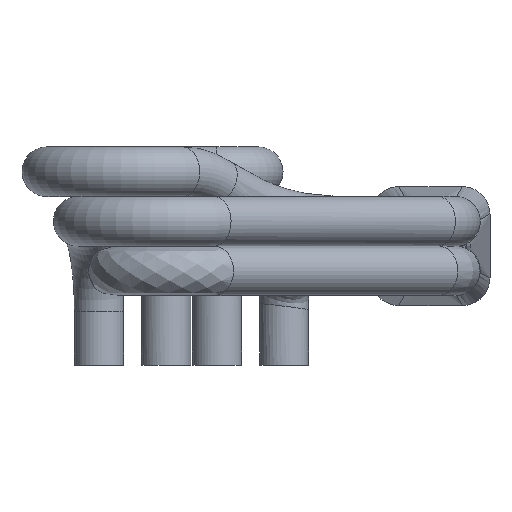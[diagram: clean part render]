
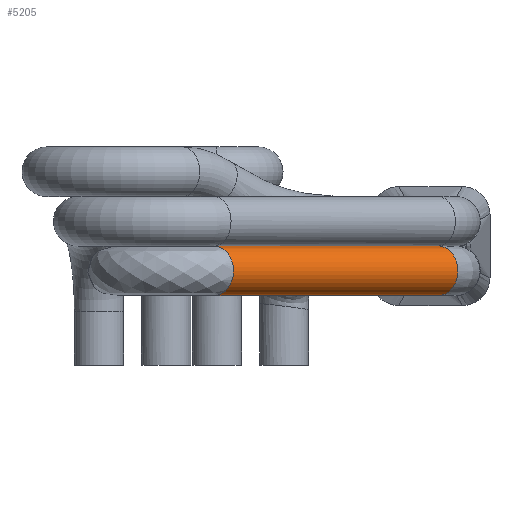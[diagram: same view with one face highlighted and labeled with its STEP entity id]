
A CAD part, left-side view. The second image highlights one B-rep face of the part: STEP entity #5205.
In plain terms, the highlighted face is a extrusion surface.
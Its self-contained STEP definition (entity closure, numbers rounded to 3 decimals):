
#3184 = SURFACE_OF_REVOLUTION('',#3185,#3190);
#3185 = CIRCLE('',#3186,3.125);
#3186 = AXIS2_PLACEMENT_3D('',#3187,#3188,#3189);
#3187 = CARTESIAN_POINT('',(-26.768,-0.986,
    -3.125));
#3188 = DIRECTION('',(-0.614,-0.789,0.));
#3189 = DIRECTION('',(-0.789,0.614,0.));
#3190 = AXIS1_PLACEMENT('',#3191,#3192);
#3191 = CARTESIAN_POINT('',(-32.071,4.317,
    -3.125));
#3192 = DIRECTION('',(0.,0.,1.));
#3679 = VERTEX_POINT('',#3680);
#3680 = CARTESIAN_POINT('',(-35.455,1.48,
    -3.125));
#3704 = EDGE_CURVE('',#3679,#3679,#3705,.T.);
#3705 = SURFACE_CURVE('',#3706,(#3711,#3718),.PCURVE_S1.);
#3706 = CIRCLE('',#3707,3.125);
#3707 = AXIS2_PLACEMENT_3D('',#3708,#3709,#3710);
#3708 = CARTESIAN_POINT('',(-37.375,-0.986,
    -3.125));
#3709 = DIRECTION('',(-0.789,0.614,0.));
#3710 = DIRECTION('',(0.614,0.789,0.));
#3711 = PCURVE('',#3184,#3712);
#3712 = DEFINITIONAL_REPRESENTATION('',(#3713),#3717);
#3713 = LINE('',#3714,#3715);
#3714 = CARTESIAN_POINT('',(4.712,0.));
#3715 = VECTOR('',#3716,1.);
#3716 = DIRECTION('',(0.,1.));
#3717 = ( GEOMETRIC_REPRESENTATION_CONTEXT(2) 
PARAMETRIC_REPRESENTATION_CONTEXT() REPRESENTATION_CONTEXT('2D SPACE',''
  ) );
#3718 = PCURVE('',#3719,#3727);
#3719 = SURFACE_OF_LINEAR_EXTRUSION('',#3720,#3725);
#3720 = CIRCLE('',#3721,3.125);
#3721 = AXIS2_PLACEMENT_3D('',#3722,#3723,#3724);
#3722 = CARTESIAN_POINT('',(-65.659,27.298,
    -3.125));
#3723 = DIRECTION('',(-0.789,0.614,0.));
#3724 = DIRECTION('',(0.614,0.789,0.));
#3725 = VECTOR('',#3726,1.);
#3726 = DIRECTION('',(0.707,-0.707,0.));
#3727 = DEFINITIONAL_REPRESENTATION('',(#3728),#3732);
#3728 = LINE('',#3729,#3730);
#3729 = CARTESIAN_POINT('',(0.,40.));
#3730 = VECTOR('',#3731,1.);
#3731 = DIRECTION('',(1.,0.));
#3732 = ( GEOMETRIC_REPRESENTATION_CONTEXT(2) 
PARAMETRIC_REPRESENTATION_CONTEXT() REPRESENTATION_CONTEXT('2D SPACE',''
  ) );
#5205 = ADVANCED_FACE('',(#5206),#3719,.F.);
#5206 = FACE_BOUND('',#5207,.F.);
#5207 = EDGE_LOOP('',(#5208,#5231,#5232,#5233));
#5208 = ORIENTED_EDGE('',*,*,#5209,.T.);
#5209 = EDGE_CURVE('',#5210,#3679,#5212,.T.);
#5210 = VERTEX_POINT('',#5211);
#5211 = CARTESIAN_POINT('',(-63.74,29.765,
    -3.125));
#5212 = SEAM_CURVE('',#5213,(#5217,#5224),.PCURVE_S1.);
#5213 = LINE('',#5214,#5215);
#5214 = CARTESIAN_POINT('',(-63.74,29.765,
    -3.125));
#5215 = VECTOR('',#5216,1.);
#5216 = DIRECTION('',(0.707,-0.707,0.));
#5217 = PCURVE('',#3719,#5218);
#5218 = DEFINITIONAL_REPRESENTATION('',(#5219),#5223);
#5219 = LINE('',#5220,#5221);
#5220 = CARTESIAN_POINT('',(6.283,0.));
#5221 = VECTOR('',#5222,1.);
#5222 = DIRECTION('',(0.,1.));
#5223 = ( GEOMETRIC_REPRESENTATION_CONTEXT(2) 
PARAMETRIC_REPRESENTATION_CONTEXT() REPRESENTATION_CONTEXT('2D SPACE',''
  ) );
#5224 = PCURVE('',#3719,#5225);
#5225 = DEFINITIONAL_REPRESENTATION('',(#5226),#5230);
#5226 = LINE('',#5227,#5228);
#5227 = CARTESIAN_POINT('',(0.,0.));
#5228 = VECTOR('',#5229,1.);
#5229 = DIRECTION('',(0.,1.));
#5230 = ( GEOMETRIC_REPRESENTATION_CONTEXT(2) 
PARAMETRIC_REPRESENTATION_CONTEXT() REPRESENTATION_CONTEXT('2D SPACE',''
  ) );
#5231 = ORIENTED_EDGE('',*,*,#3704,.F.);
#5232 = ORIENTED_EDGE('',*,*,#5209,.F.);
#5233 = ORIENTED_EDGE('',*,*,#5234,.T.);
#5234 = EDGE_CURVE('',#5210,#5210,#5235,.T.);
#5235 = SURFACE_CURVE('',#5236,(#5241,#5248),.PCURVE_S1.);
#5236 = CIRCLE('',#5237,3.125);
#5237 = AXIS2_PLACEMENT_3D('',#5238,#5239,#5240);
#5238 = CARTESIAN_POINT('',(-65.659,27.298,
    -3.125));
#5239 = DIRECTION('',(-0.789,0.614,0.));
#5240 = DIRECTION('',(0.614,0.789,0.));
#5241 = PCURVE('',#3719,#5242);
#5242 = DEFINITIONAL_REPRESENTATION('',(#5243),#5247);
#5243 = LINE('',#5244,#5245);
#5244 = CARTESIAN_POINT('',(0.,0.));
#5245 = VECTOR('',#5246,1.);
#5246 = DIRECTION('',(1.,0.));
#5247 = ( GEOMETRIC_REPRESENTATION_CONTEXT(2) 
PARAMETRIC_REPRESENTATION_CONTEXT() REPRESENTATION_CONTEXT('2D SPACE',''
  ) );
#5248 = PCURVE('',#5249,#5258);
#5249 = SURFACE_OF_REVOLUTION('',#5250,#5255);
#5250 = CIRCLE('',#5251,3.125);
#5251 = AXIS2_PLACEMENT_3D('',#5252,#5253,#5254);
#5252 = CARTESIAN_POINT('',(-55.052,27.298,
    -3.125));
#5253 = DIRECTION('',(-0.614,-0.789,0.));
#5254 = DIRECTION('',(-0.789,0.614,0.));
#5255 = AXIS1_PLACEMENT('',#5256,#5257);
#5256 = CARTESIAN_POINT('',(-60.355,32.602,
    -3.125));
#5257 = DIRECTION('',(0.,0.,1.));
#5258 = DEFINITIONAL_REPRESENTATION('',(#5259),#5263);
#5259 = LINE('',#5260,#5261);
#5260 = CARTESIAN_POINT('',(4.712,0.));
#5261 = VECTOR('',#5262,1.);
#5262 = DIRECTION('',(0.,1.));
#5263 = ( GEOMETRIC_REPRESENTATION_CONTEXT(2) 
PARAMETRIC_REPRESENTATION_CONTEXT() REPRESENTATION_CONTEXT('2D SPACE',''
  ) );
